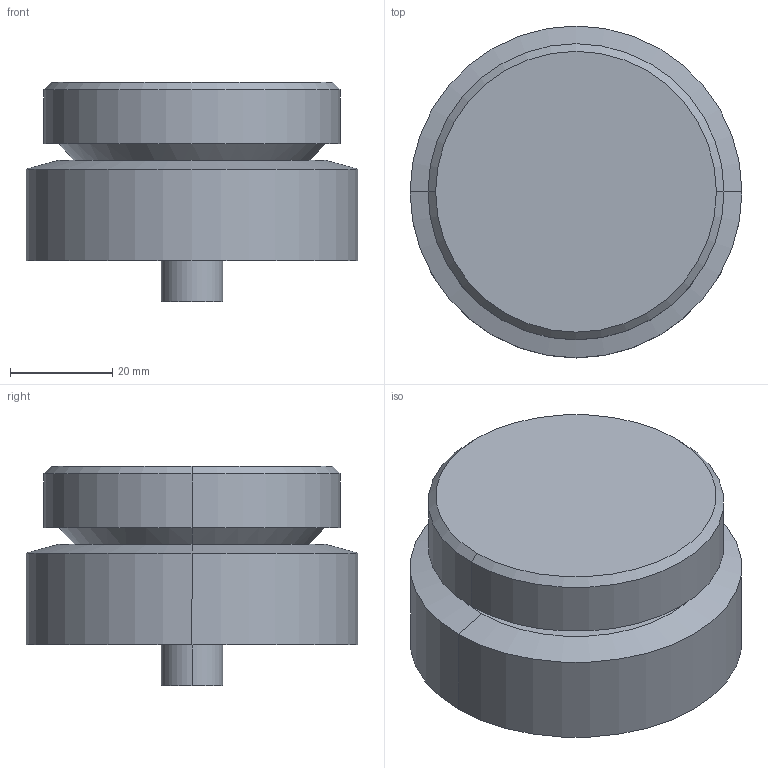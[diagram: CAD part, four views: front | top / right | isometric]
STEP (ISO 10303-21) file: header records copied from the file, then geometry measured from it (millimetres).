
FILE_DESCRIPTION(('STEP AP214'),'1');
FILE_NAME(' ',' ',('TraceParts'),('TraceParts S.A.'),'XStep 1.0',' ',' ');
FILE_SCHEMA(('automotive_design'));
Length unit declared in the file: millimetre
Products named in the file (2): 1; 2
Bounding box: 65 x 65 x 43 mm (x, y, z)
Volume: 103090 mm3; surface area: 18765.4 mm2
Topology: 2 solids, 2 shells, 19 faces, 38 edges, 22 vertices
Faces by surface type: cylinder 6, plane 5, sphere 4, cone 4
Entity records: 955 total; most frequent: DIRECTION 100, STYLED_ITEM 77, PRESENTATION_STYLE_ASSIGNMENT 77, CARTESIAN_POINT 77, COLOUR_RGB 77, ORIENTED_EDGE 68, AXIS2_PLACEMENT_3D 45, EDGE_CURVE 34
